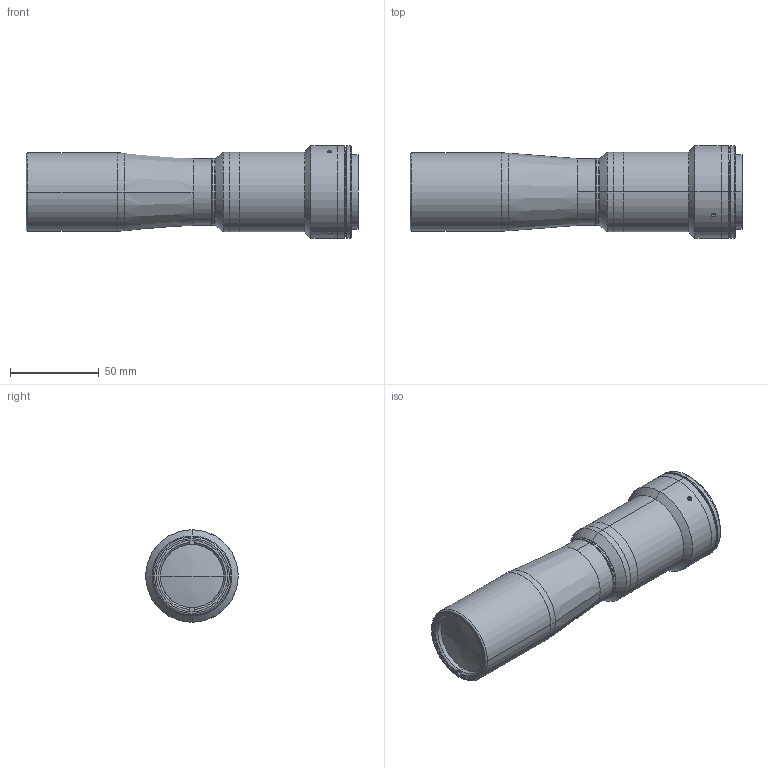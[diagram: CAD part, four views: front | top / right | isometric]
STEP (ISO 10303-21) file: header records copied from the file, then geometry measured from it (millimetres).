
FILE_DESCRIPTION (( 'STEP AP203' ), '1' );
FILE_NAME ('DP32073-A_TC10M024-J.step', '2022-12-06T16:17:47', ( '' ), ( '' ), 'SwSTEP 2.0', 'SolidWorks 2021', '' );
FILE_SCHEMA (( 'CONFIG_CONTROL_DESIGN' ));
Length unit declared in the file: millimetre
Products named in the file (1): DP32073-A_TC10M024-J
Bounding box: 186.82 x 52 x 52 mm (x, y, z)
Surface area: 42986.1 mm2 (no closed solid volume)
Topology: 0 solids, 21 shells, 100 faces, 276 edges, 199 vertices
Faces by surface type: cylinder 46, plane 30, cone 18, torus 4, sphere 2
Entity records: 3535 total; most frequent: CARTESIAN_POINT 816, DIRECTION 620, ORIENTED_EDGE 432, EDGE_CURVE 276, AXIS2_PLACEMENT_3D 259, VERTEX_POINT 199, CIRCLE 158, EDGE_LOOP 127
